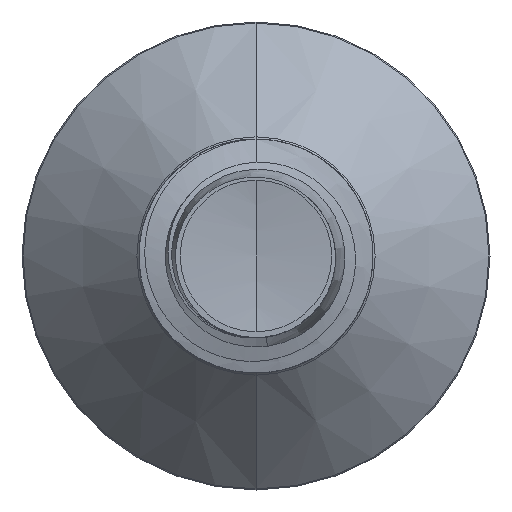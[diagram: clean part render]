
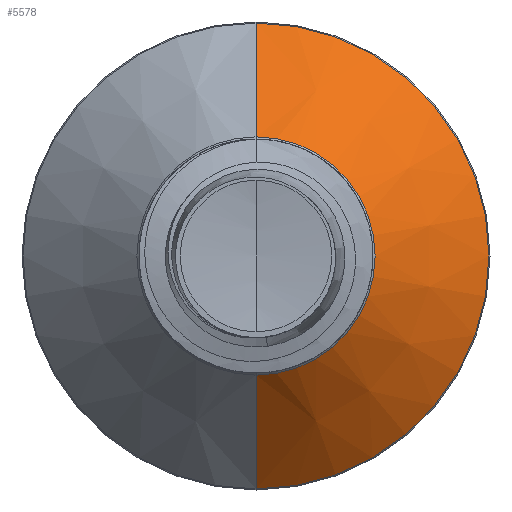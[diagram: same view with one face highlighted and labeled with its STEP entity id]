
A CAD part, front view. The second image highlights one B-rep face of the part: STEP entity #5578.
In plain terms, the highlighted conical face has half-angle 45 degrees and reference radius 1.782 mm.
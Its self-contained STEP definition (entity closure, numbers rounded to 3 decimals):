
#320 = CARTESIAN_POINT ( 'NONE',  ( 0., 15.132, -1.782 ) ) ;
#998 = VECTOR ( 'NONE', #27689, 1000. ) ;
#1227 = ORIENTED_EDGE ( 'NONE', *, *, #9798, .F. ) ;
#1979 = EDGE_CURVE ( 'NONE', #17435, #14521, #26275, .T. ) ;
#3729 = ORIENTED_EDGE ( 'NONE', *, *, #1979, .T. ) ;
#5578 = ADVANCED_FACE ( 'NONE', ( #13921 ), #20114, .T. ) ;
#6421 = CARTESIAN_POINT ( 'NONE',  ( 0., 16.835, -3.485 ) ) ;
#7614 = AXIS2_PLACEMENT_3D ( 'NONE', #27800, #12055, #30413 ) ;
#8137 = CARTESIAN_POINT ( 'NONE',  ( 0., 15.132, 1.782 ) ) ;
#9798 = EDGE_CURVE ( 'NONE', #17435, #14571, #24658, .T. ) ;
#11472 = VECTOR ( 'NONE', #26458, 1000. ) ;
#12055 = DIRECTION ( 'NONE',  ( 0., 1., 0. ) ) ;
#12125 = DIRECTION ( 'NONE',  ( 0., 1., 0. ) ) ;
#13921 = FACE_OUTER_BOUND ( 'NONE', #16579, .T. ) ;
#14333 = LINE ( 'NONE', #14718, #998 ) ;
#14521 = VERTEX_POINT ( 'NONE', #320 ) ;
#14571 = VERTEX_POINT ( 'NONE', #21223 ) ;
#14718 = CARTESIAN_POINT ( 'NONE',  ( 0., 15.132, -1.782 ) ) ;
#14727 = VERTEX_POINT ( 'NONE', #6421 ) ;
#16499 = EDGE_CURVE ( 'NONE', #14571, #14727, #22160, .T. ) ;
#16564 = EDGE_CURVE ( 'NONE', #14521, #14727, #14333, .T. ) ;
#16579 = EDGE_LOOP ( 'NONE', ( #3729, #25882, #20022, #1227 ) ) ;
#17435 = VERTEX_POINT ( 'NONE', #26856 ) ;
#20022 = ORIENTED_EDGE ( 'NONE', *, *, #16499, .F. ) ;
#20114 = CONICAL_SURFACE ( 'NONE', #31579, 1.782, 0.785 ) ;
#21223 = CARTESIAN_POINT ( 'NONE',  ( 0., 16.835, 3.485 ) ) ;
#22160 = CIRCLE ( 'NONE', #7614, 3.485 ) ;
#24579 = DIRECTION ( 'NONE',  ( 0., 0., 1. ) ) ;
#24658 = LINE ( 'NONE', #8137, #11472 ) ;
#25882 = ORIENTED_EDGE ( 'NONE', *, *, #16564, .T. ) ;
#26275 = CIRCLE ( 'NONE', #32228, 1.782 ) ;
#26458 = DIRECTION ( 'NONE',  ( 0., 0.707, 0.707 ) ) ;
#26764 = DIRECTION ( 'NONE',  ( 0., 0., 1. ) ) ;
#26805 = DIRECTION ( 'NONE',  ( 0., 1., 0. ) ) ;
#26856 = CARTESIAN_POINT ( 'NONE',  ( 0., 15.132, 1.782 ) ) ;
#27689 = DIRECTION ( 'NONE',  ( 0., 0.707, -0.707 ) ) ;
#27800 = CARTESIAN_POINT ( 'NONE',  ( 0., 16.835, 0. ) ) ;
#29811 = CARTESIAN_POINT ( 'NONE',  ( 0., 15.132, 0. ) ) ;
#30413 = DIRECTION ( 'NONE',  ( 0., 0., 1. ) ) ;
#30482 = CARTESIAN_POINT ( 'NONE',  ( 0., 15.132, 0. ) ) ;
#31579 = AXIS2_PLACEMENT_3D ( 'NONE', #30482, #12125, #24579 ) ;
#32228 = AXIS2_PLACEMENT_3D ( 'NONE', #29811, #26805, #26764 ) ;
